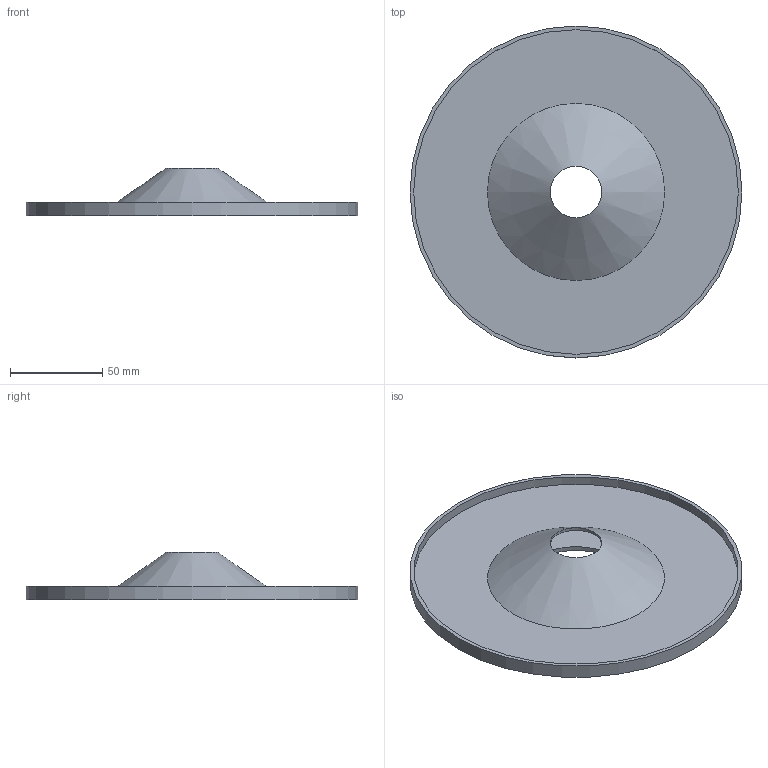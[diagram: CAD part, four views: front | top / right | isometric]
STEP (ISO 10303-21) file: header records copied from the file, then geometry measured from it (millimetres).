
FILE_DESCRIPTION(('Open CASCADE Model'),'2;1');
FILE_NAME('Open CASCADE Shape Model','2026-02-12T12:33:09',('Author'),( 'Open CASCADE'),'Open CASCADE STEP processor 7.8','build123d', 'Unknown');
FILE_SCHEMA(('AUTOMOTIVE_DESIGN { 1 0 10303 214 1 1 1 1 }'));
Length unit declared in the file: millimetre
Products named in the file (1): COMPOUND
Bounding box: 180 x 180 x 25.8 mm (x, y, z)
Volume: 70997.1 mm3; surface area: 68382.7 mm2
Topology: 2 solids, 2 shells, 14 faces, 22 edges, 14 vertices
Faces by surface type: cylinder 6, plane 6, cone 2
Full cylindrical faces by diameter (mm): 28 x2, 32 x1, 58.6 x1, 176 x1, 180 x1
Entity records: 632 total; most frequent: DIRECTION 108, CARTESIAN_POINT 107, ORIENTED_EDGE 44, PCURVE 44, DEFINITIONAL_REPRESENTATION 44, LINE 40, VECTOR 40, AXIS2_PLACEMENT_3D 29
